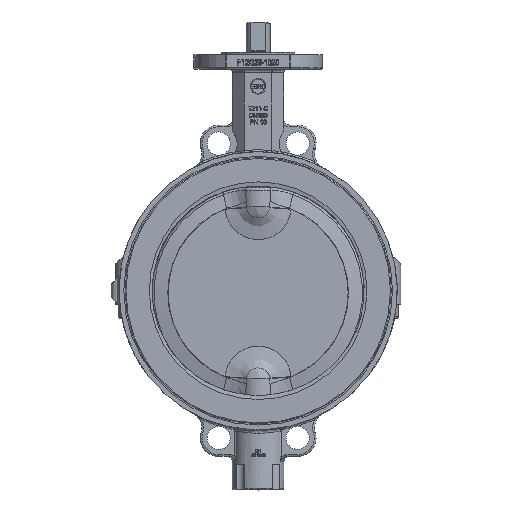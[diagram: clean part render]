
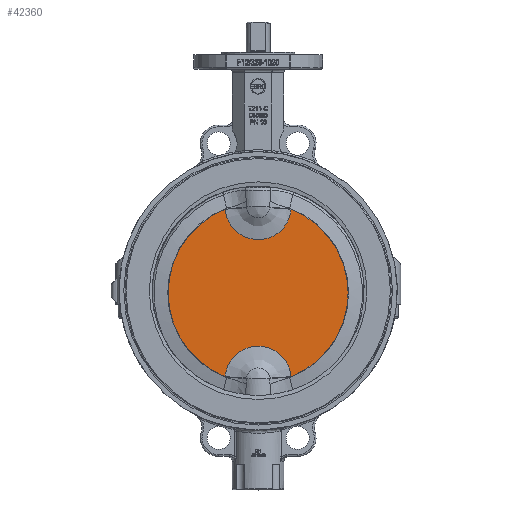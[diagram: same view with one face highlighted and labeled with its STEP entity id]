
A CAD part, top view. The second image highlights one B-rep face of the part: STEP entity #42360.
In plain terms, the highlighted planar face has unit normal (0, 0, 1).
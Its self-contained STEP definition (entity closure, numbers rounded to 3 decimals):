
#41971=CARTESIAN_POINT('',(38.362,97.515,8.0));
#41972=VERTEX_POINT('',#41971);
#42061=CARTESIAN_POINT('',(-38.362,97.515,8.0));
#42062=VERTEX_POINT('',#42061);
#42174=CARTESIAN_POINT('',(-38.362,97.515,8.));
#42175=CARTESIAN_POINT('',(-38.177,94.787,8.));
#42176=CARTESIAN_POINT('',(-37.442,90.698,8.0));
#42177=CARTESIAN_POINT('',(-35.622,85.567,8.));
#42178=CARTESIAN_POINT('',(-33.221,80.601,8.));
#42179=CARTESIAN_POINT('',(-29.283,75.002,8.0));
#42180=CARTESIAN_POINT('',(-21.121,67.524,8.));
#42181=CARTESIAN_POINT('',(-8.375,61.854,8.));
#42182=CARTESIAN_POINT('',(8.348,61.847,8.));
#42183=CARTESIAN_POINT('',(19.823,66.944,8.));
#42184=CARTESIAN_POINT('',(26.201,72.179,8.));
#42185=CARTESIAN_POINT('',(30.022,76.062,8.));
#42186=CARTESIAN_POINT('',(34.026,81.743,8.));
#42187=CARTESIAN_POINT('',(37.192,89.317,8.));
#42188=CARTESIAN_POINT('',(38.177,94.784,8.));
#42189=CARTESIAN_POINT('',(38.362,97.515,8.));
#42190=B_SPLINE_CURVE_WITH_KNOTS('',3,(#42174,#42175,#42176,#42177,#42178,#42179,#42180,#42181,#42182,#42183,#42184,#42185,#42186,#42187,#42188,#42189),.UNSPECIFIED.,.F.,.U.,(4,1,1,1,1,1,1,1,1,1,1,1,1,4),(-11.688,-10.872,-10.463,-10.055,-9.238,-8.421,-6.787,-5.154,-3.52,-3.112,-2.703,-1.887,-1.07,-0.253),.UNSPECIFIED.);
#42191=EDGE_CURVE('',#42062,#41972,#42190,.T.);
#42294=CARTESIAN_POINT('',(38.362,-97.515,8.0));
#42295=VERTEX_POINT('',#42294);
#42313=CARTESIAN_POINT('',(0.0,0.0,8.0));
#42314=DIRECTION('',(0.0,0.0,-1.0));
#42315=DIRECTION('',(1.0,0.0,0.0));
#42316=AXIS2_PLACEMENT_3D('',#42313,#42314,#42315);
#42317=CIRCLE('',#42316,104.79);
#42318=EDGE_CURVE('',#41972,#42295,#42317,.T.);
#42323=CARTESIAN_POINT('',(52.5,0.0,8.0));
#42324=DIRECTION('',(0.0,0.0,1.0));
#42325=DIRECTION('',(0.0,-1.0,0.0));
#42326=AXIS2_PLACEMENT_3D('',#42323,#42324,#42325);
#42327=PLANE('',#42326);
#42328=CARTESIAN_POINT('',(-38.362,-97.515,8.0));
#42329=VERTEX_POINT('',#42328);
#42330=CARTESIAN_POINT('',(38.362,-97.515,8.));
#42331=CARTESIAN_POINT('',(38.177,-94.787,8.));
#42332=CARTESIAN_POINT('',(37.442,-90.698,8.));
#42333=CARTESIAN_POINT('',(35.622,-85.567,8.));
#42334=CARTESIAN_POINT('',(33.221,-80.601,8.0));
#42335=CARTESIAN_POINT('',(29.283,-75.001,8.));
#42336=CARTESIAN_POINT('',(21.12,-67.527,8.));
#42337=CARTESIAN_POINT('',(8.378,-61.849,8.));
#42338=CARTESIAN_POINT('',(-6.497,-61.855,8.));
#42339=CARTESIAN_POINT('',(-16.841,-65.614,8.));
#42340=CARTESIAN_POINT('',(-23.83,-70.014,8.));
#42341=CARTESIAN_POINT('',(-29.23,-74.938,8.0));
#42342=CARTESIAN_POINT('',(-34.021,-81.736,8.));
#42343=CARTESIAN_POINT('',(-37.193,-89.321,8.));
#42344=CARTESIAN_POINT('',(-38.177,-94.784,8.));
#42345=CARTESIAN_POINT('',(-38.362,-97.515,8.));
#42346=B_SPLINE_CURVE_WITH_KNOTS('',3,(#42330,#42331,#42332,#42333,#42334,#42335,#42336,#42337,#42338,#42339,#42340,#42341,#42342,#42343,#42344,#42345),.UNSPECIFIED.,.F.,.U.,(4,1,1,1,1,1,1,1,1,1,1,1,1,4),(-11.688,-10.872,-10.463,-10.055,-9.238,-8.421,-6.787,-5.154,-4.065,-3.52,-2.703,-1.887,-1.07,-0.253),.UNSPECIFIED.);
#42347=EDGE_CURVE('',#42295,#42329,#42346,.T.);
#42348=ORIENTED_EDGE('',*,*,#42347,.F.);
#42349=ORIENTED_EDGE('',*,*,#42318,.F.);
#42350=ORIENTED_EDGE('',*,*,#42191,.F.);
#42351=CARTESIAN_POINT('',(0.0,0.0,8.0));
#42352=DIRECTION('',(0.0,0.0,-1.0));
#42353=DIRECTION('',(-1.0,0.0,0.0));
#42354=AXIS2_PLACEMENT_3D('',#42351,#42352,#42353);
#42355=CIRCLE('',#42354,104.79);
#42356=EDGE_CURVE('',#42329,#42062,#42355,.T.);
#42357=ORIENTED_EDGE('',*,*,#42356,.F.);
#42358=EDGE_LOOP('',(#42348,#42349,#42350,#42357));
#42359=FACE_OUTER_BOUND('',#42358,.T.);
#42360=ADVANCED_FACE('',(#42359),#42327,.T.);
